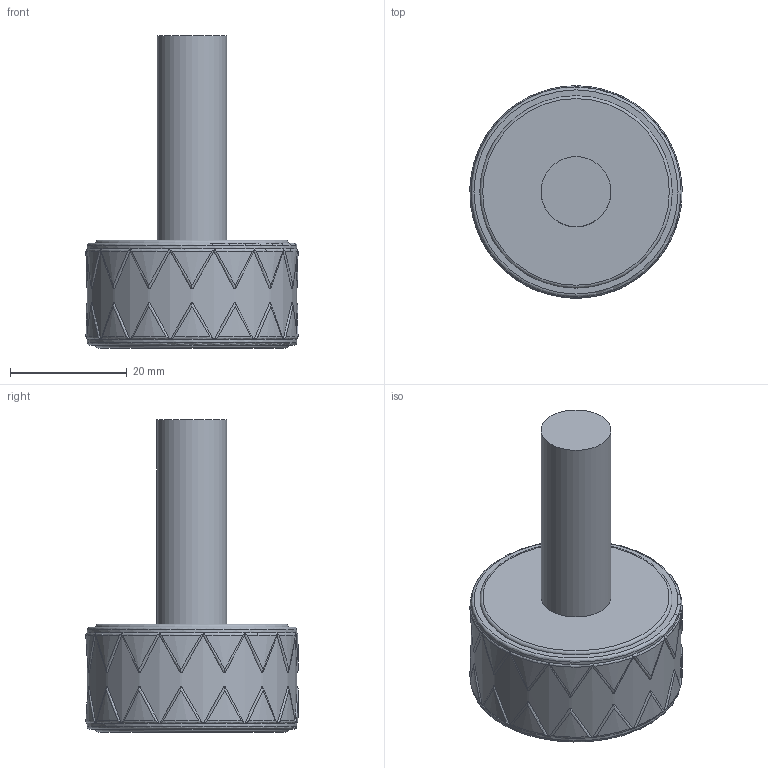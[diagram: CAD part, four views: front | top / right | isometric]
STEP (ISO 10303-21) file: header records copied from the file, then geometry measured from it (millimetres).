
FILE_DESCRIPTION(/* description */ (''),/* implementation_level */ '2;1');
FILE_NAME(/* name */ 'DR_PRM12-1.stp',/* time_stamp */ '2023-05-08T16:49:48+09:00',/* author */ ('user'),/* organization */ (''),/* preprocessor_version */ 'ST-DEVELOPER v15.6',/* originating_system */ 'Autodesk Inventor 2015',/* authorisation */ '');
FILE_SCHEMA (('AUTOMOTIVE_DESIGN { 1 0 10303 214 3 1 1 }'));
Length unit declared in the file: millimetre
Products named in the file (1): DR_PRM12-1
Bounding box: 36.36 x 36.4 x 53.5 mm (x, y, z)
Volume: 22403.4 mm3; surface area: 5466.8 mm2
Topology: 1 solids, 1 shells, 170 faces, 437 edges, 290 vertices
Faces by surface type: bspline 118, cylinder 33, torus 10, plane 9
Full cylindrical faces by diameter (mm): 12 x1, 36 x2
Entity records: 12718 total; most frequent: CARTESIAN_POINT 9749, ORIENTED_EDGE 842, EDGE_CURVE 421, B_SPLINE_CURVE_WITH_KNOTS 399, VERTEX_POINT 286, EDGE_LOOP 203, FACE_OUTER_BOUND 170, ADVANCED_FACE 170
